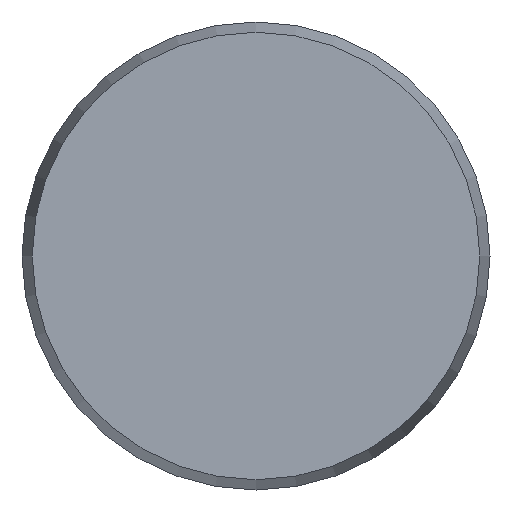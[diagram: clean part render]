
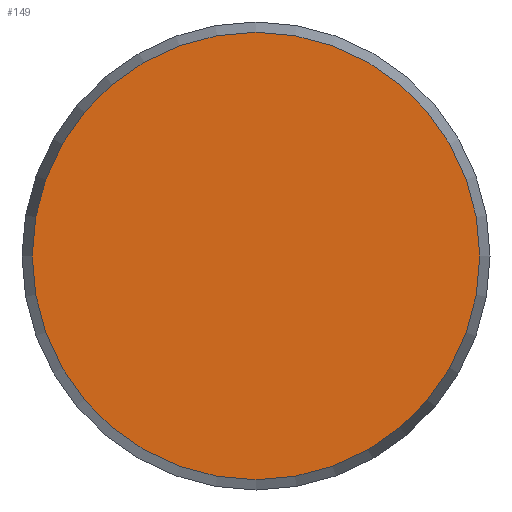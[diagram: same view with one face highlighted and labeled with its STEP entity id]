
A CAD part, front view. The second image highlights one B-rep face of the part: STEP entity #149.
In plain terms, the highlighted planar face has unit normal (0, -1, 0).
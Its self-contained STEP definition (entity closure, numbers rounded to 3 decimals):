
#149 = ADVANCED_FACE( '', ( #307 ), #308, .F. );
#307 = FACE_OUTER_BOUND( '', #496, .T. );
#308 = PLANE( '', #497 );
#496 = EDGE_LOOP( '', ( #821 ) );
#497 = AXIS2_PLACEMENT_3D( '', #822, #823, #824 );
#821 = ORIENTED_EDGE( '', *, *, #969, .T. );
#822 = CARTESIAN_POINT( '', ( 38.25, 0., 0. ) );
#823 = DIRECTION( '', ( 0., 1., 0. ) );
#824 = DIRECTION( '', ( 0., 0., 1. ) );
#969 = EDGE_CURVE( '', #1150, #1150, #1151, .T. );
#1150 = VERTEX_POINT( '', #1496 );
#1151 = CIRCLE( '', #1497, 38.25 );
#1496 = CARTESIAN_POINT( '', ( 0., 0., -38.25 ) );
#1497 = AXIS2_PLACEMENT_3D( '', #1637, #1638, #1639 );
#1637 = CARTESIAN_POINT( '', ( 0., 0., 0. ) );
#1638 = DIRECTION( '', ( 0., -1., 0. ) );
#1639 = DIRECTION( '', ( 0., 0., -1. ) );
